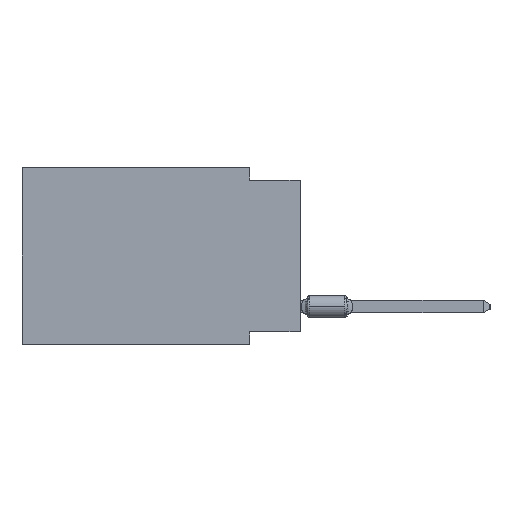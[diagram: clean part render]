
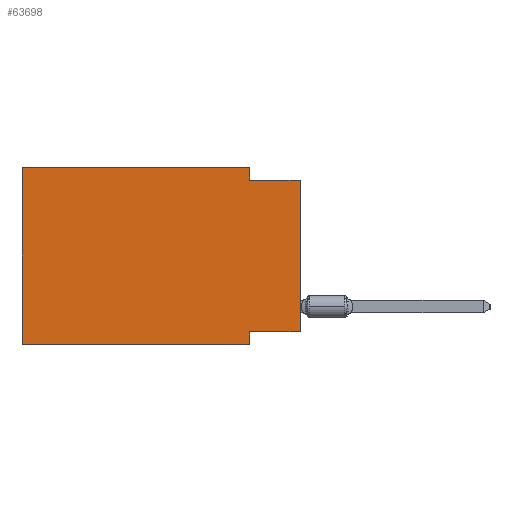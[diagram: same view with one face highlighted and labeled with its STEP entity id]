
A CAD part, left-side view. The second image highlights one B-rep face of the part: STEP entity #63698.
In plain terms, the highlighted planar face has unit normal (-1, 0, 0).
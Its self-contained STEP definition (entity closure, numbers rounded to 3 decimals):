
#194 = CARTESIAN_POINT ( 'NONE',  ( 0., 13.97, 0. ) ) ;
#1166 = CARTESIAN_POINT ( 'NONE',  ( 0., 2.54, -8.89 ) ) ;
#2598 = CARTESIAN_POINT ( 'NONE',  ( 0., 13.97, 0. ) ) ;
#2631 = LINE ( 'NONE', #46687, #39140 ) ;
#3161 = LINE ( 'NONE', #2598, #82769 ) ;
#3992 = VECTOR ( 'NONE', #104976, 1000. ) ;
#4979 = PLANE ( 'NONE',  #109459 ) ;
#6921 = VECTOR ( 'NONE', #68881, 1000. ) ;
#8804 = CARTESIAN_POINT ( 'NONE',  ( 0., 0., -0.635 ) ) ;
#10523 = VERTEX_POINT ( 'NONE', #14091 ) ;
#11778 = CARTESIAN_POINT ( 'NONE',  ( 0., 2.54, 0. ) ) ;
#13297 = VECTOR ( 'NONE', #83974, 1000. ) ;
#13477 = CARTESIAN_POINT ( 'NONE',  ( 0., 13.97, -8.89 ) ) ;
#14091 = CARTESIAN_POINT ( 'NONE',  ( 0., 2.54, -0.635 ) ) ;
#14671 = DIRECTION ( 'NONE',  ( 0., 0., -1. ) ) ;
#15531 = EDGE_CURVE ( 'NONE', #82712, #10523, #81074, .T. ) ;
#16885 = ORIENTED_EDGE ( 'NONE', *, *, #15531, .F. ) ;
#16896 = EDGE_CURVE ( 'NONE', #32180, #75838, #59247, .T. ) ;
#19092 = CARTESIAN_POINT ( 'NONE',  ( 0., 0., -8.255 ) ) ;
#26482 = LINE ( 'NONE', #43642, #6921 ) ;
#26543 = LINE ( 'NONE', #8804, #3992 ) ;
#31206 = DIRECTION ( 'NONE',  ( 0., -1., 0. ) ) ;
#32180 = VERTEX_POINT ( 'NONE', #95757 ) ;
#35775 = CARTESIAN_POINT ( 'NONE',  ( 0., 2.54, 0. ) ) ;
#36404 = ORIENTED_EDGE ( 'NONE', *, *, #16896, .T. ) ;
#39140 = VECTOR ( 'NONE', #72493, 1000. ) ;
#39686 = VECTOR ( 'NONE', #58839, 1000. ) ;
#42901 = ORIENTED_EDGE ( 'NONE', *, *, #81354, .F. ) ;
#43642 = CARTESIAN_POINT ( 'NONE',  ( 0., 0., -8.255 ) ) ;
#46687 = CARTESIAN_POINT ( 'NONE',  ( 0., 0., 0. ) ) ;
#46695 = DIRECTION ( 'NONE',  ( 0., 0., -1. ) ) ;
#48158 = ORIENTED_EDGE ( 'NONE', *, *, #107355, .F. ) ;
#53542 = VERTEX_POINT ( 'NONE', #19092 ) ;
#56204 = CARTESIAN_POINT ( 'NONE',  ( 0., 2.54, -8.255 ) ) ;
#58747 = FACE_OUTER_BOUND ( 'NONE', #64425, .T. ) ;
#58839 = DIRECTION ( 'NONE',  ( 0., 0., -1. ) ) ;
#59247 = LINE ( 'NONE', #13477, #79440 ) ;
#60871 = VECTOR ( 'NONE', #46695, 1000. ) ;
#63698 = ADVANCED_FACE ( 'NONE', ( #58747 ), #4979, .F. ) ;
#63915 = ORIENTED_EDGE ( 'NONE', *, *, #67978, .F. ) ;
#64425 = EDGE_LOOP ( 'NONE', ( #81518, #76496, #16885, #48158, #63915, #36404, #65747, #42901 ) ) ;
#65174 = VERTEX_POINT ( 'NONE', #72302 ) ;
#65747 = ORIENTED_EDGE ( 'NONE', *, *, #82267, .F. ) ;
#66793 = CARTESIAN_POINT ( 'NONE',  ( 0., 13.97, 0. ) ) ;
#67978 = EDGE_CURVE ( 'NONE', #32180, #65174, #84525, .T. ) ;
#68881 = DIRECTION ( 'NONE',  ( 0., 1., 0. ) ) ;
#70296 = CARTESIAN_POINT ( 'NONE',  ( 0., 0., -0.635 ) ) ;
#71892 = DIRECTION ( 'NONE',  ( 0., -1., 0. ) ) ;
#72302 = CARTESIAN_POINT ( 'NONE',  ( 0., 13.97, 0. ) ) ;
#72493 = DIRECTION ( 'NONE',  ( 0., 0., 1. ) ) ;
#75838 = VERTEX_POINT ( 'NONE', #1166 ) ;
#76053 = LINE ( 'NONE', #94914, #39686 ) ;
#76496 = ORIENTED_EDGE ( 'NONE', *, *, #92223, .F. ) ;
#79440 = VECTOR ( 'NONE', #31206, 1000. ) ;
#81074 = LINE ( 'NONE', #11778, #60871 ) ;
#81354 = EDGE_CURVE ( 'NONE', #53542, #83415, #26482, .T. ) ;
#81518 = ORIENTED_EDGE ( 'NONE', *, *, #99431, .T. ) ;
#82267 = EDGE_CURVE ( 'NONE', #83415, #75838, #76053, .T. ) ;
#82712 = VERTEX_POINT ( 'NONE', #35775 ) ;
#82769 = VECTOR ( 'NONE', #71892, 1000. ) ;
#83415 = VERTEX_POINT ( 'NONE', #56204 ) ;
#83974 = DIRECTION ( 'NONE',  ( 0., 0., 1. ) ) ;
#84525 = LINE ( 'NONE', #66793, #13297 ) ;
#85050 = VERTEX_POINT ( 'NONE', #70296 ) ;
#92223 = EDGE_CURVE ( 'NONE', #10523, #85050, #26543, .T. ) ;
#93127 = DIRECTION ( 'NONE',  ( 1., 0., 0. ) ) ;
#94914 = CARTESIAN_POINT ( 'NONE',  ( 0., 2.54, -8.89 ) ) ;
#95757 = CARTESIAN_POINT ( 'NONE',  ( 0., 13.97, -8.89 ) ) ;
#99431 = EDGE_CURVE ( 'NONE', #53542, #85050, #2631, .T. ) ;
#104976 = DIRECTION ( 'NONE',  ( 0., -1., 0. ) ) ;
#107355 = EDGE_CURVE ( 'NONE', #65174, #82712, #3161, .T. ) ;
#109459 = AXIS2_PLACEMENT_3D ( 'NONE', #194, #93127, #14671 ) ;
